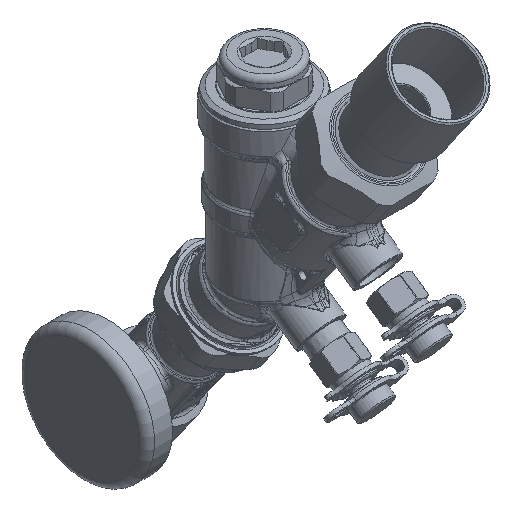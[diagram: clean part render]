
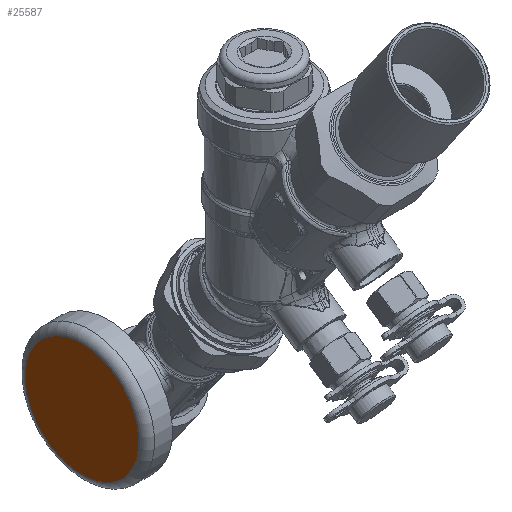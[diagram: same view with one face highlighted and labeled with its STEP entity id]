
A CAD part, isometric view. The second image highlights one B-rep face of the part: STEP entity #25587.
In plain terms, the highlighted face is planar.
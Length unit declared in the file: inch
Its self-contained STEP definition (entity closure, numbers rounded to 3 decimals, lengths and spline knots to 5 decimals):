
#6117=FACE_OUTER_BOUND('',#7765,.T.);
#7765=EDGE_LOOP('',(#21899));
#9026=CIRCLE('',#27823,0.905);
#11147=VERTEX_POINT('',#189354);
#14743=EDGE_CURVE('',#11147,#11147,#9026,.T.);
#21899=ORIENTED_EDGE('',*,*,#14743,.F.);
#22605=PLANE('',#27829);
#25587=ADVANCED_FACE('',(#6117),#22605,.T.);
#27823=AXIS2_PLACEMENT_3D('',#189355,#32618,#32619);
#27829=AXIS2_PLACEMENT_3D('',#189365,#32631,#32632);
#32618=DIRECTION('center_axis',(-1.,0.,0.));
#32619=DIRECTION('ref_axis',(0.,1.,0.));
#32631=DIRECTION('center_axis',(1.,0.,0.));
#32632=DIRECTION('ref_axis',(0.,-1.,0.));
#189354=CARTESIAN_POINT('',(1.4924,0.905,0.));
#189355=CARTESIAN_POINT('Origin',(1.4924,0.,0.));
#189365=CARTESIAN_POINT('Origin',(1.4924,0.,
0.));
